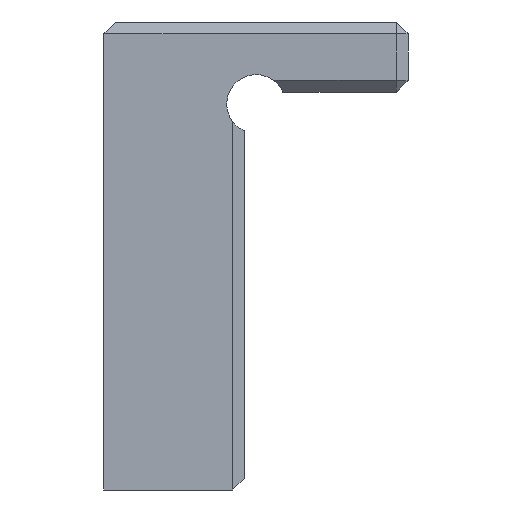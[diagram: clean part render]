
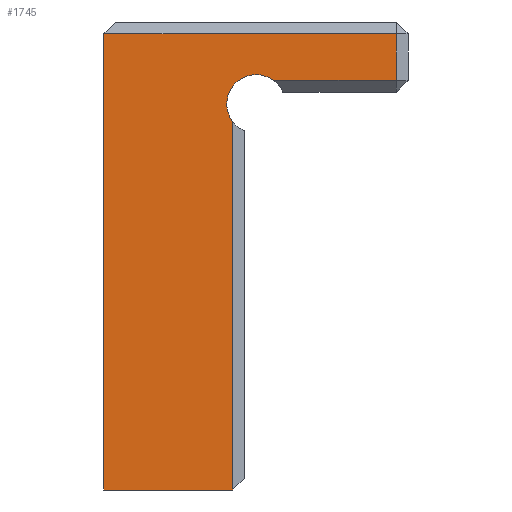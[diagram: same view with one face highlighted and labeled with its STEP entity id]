
A CAD part, front view. The second image highlights one B-rep face of the part: STEP entity #1745.
In plain terms, the highlighted planar face has unit normal (0, -1, 0).
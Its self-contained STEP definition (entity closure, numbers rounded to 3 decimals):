
#64=CIRCLE('',#1880,1.25);
#87=LINE('',#2906,#217);
#89=LINE('',#2910,#219);
#97=LINE('',#2932,#227);
#98=LINE('',#2934,#228);
#99=LINE('',#2936,#229);
#100=LINE('',#2938,#230);
#217=VECTOR('',#2012,1000.);
#219=VECTOR('',#2016,1000.);
#227=VECTOR('',#2034,1000.);
#228=VECTOR('',#2035,1000.);
#229=VECTOR('',#2036,1000.);
#230=VECTOR('',#2037,1000.);
#417=ORIENTED_EDGE('',*,*,#937,.T.);
#418=ORIENTED_EDGE('',*,*,#927,.T.);
#419=ORIENTED_EDGE('',*,*,#938,.T.);
#420=ORIENTED_EDGE('',*,*,#939,.T.);
#421=ORIENTED_EDGE('',*,*,#940,.F.);
#422=ORIENTED_EDGE('',*,*,#941,.F.);
#423=ORIENTED_EDGE('',*,*,#925,.T.);
#925=EDGE_CURVE('',#1186,#1185,#87,.T.);
#927=EDGE_CURVE('',#1187,#1188,#89,.T.);
#937=EDGE_CURVE('',#1185,#1187,#64,.T.);
#938=EDGE_CURVE('',#1188,#1196,#97,.T.);
#939=EDGE_CURVE('',#1196,#1197,#98,.T.);
#940=EDGE_CURVE('',#1198,#1197,#99,.T.);
#941=EDGE_CURVE('',#1186,#1198,#100,.T.);
#1185=VERTEX_POINT('',#2905);
#1186=VERTEX_POINT('',#2907);
#1187=VERTEX_POINT('',#2911);
#1188=VERTEX_POINT('',#2912);
#1196=VERTEX_POINT('',#2933);
#1197=VERTEX_POINT('',#2935);
#1198=VERTEX_POINT('',#2937);
#1408=EDGE_LOOP('',(#417,#418,#419,#420,#421,#422,#423));
#1540=FACE_BOUND('',#1408,.T.);
#1663=PLANE('',#1879);
#1745=ADVANCED_FACE('',(#1540),#1663,.F.);
#1879=AXIS2_PLACEMENT_3D('',#2930,#2030,#2031);
#1880=AXIS2_PLACEMENT_3D('',#2931,#2032,#2033);
#2012=DIRECTION('',(0.,0.,1.));
#2016=DIRECTION('',(1.,0.,0.));
#2030=DIRECTION('',(0.,1.,0.));
#2031=DIRECTION('',(0.,0.,1.));
#2032=DIRECTION('',(0.,1.,0.));
#2033=DIRECTION('',(1.,0.,0.));
#2034=DIRECTION('',(0.,0.,1.));
#2035=DIRECTION('',(-1.,0.,0.));
#2036=DIRECTION('',(0.,0.,1.));
#2037=DIRECTION('',(-1.,0.,0.));
#2905=CARTESIAN_POINT('',(5.5,-50.,15.75));
#2906=CARTESIAN_POINT('',(5.5,-50.,17.));
#2907=CARTESIAN_POINT('',(5.5,-50.,0.));
#2910=CARTESIAN_POINT('',(13.,-50.,17.5));
#2911=CARTESIAN_POINT('',(7.25,-50.,17.5));
#2912=CARTESIAN_POINT('',(12.5,-50.,17.5));
#2930=CARTESIAN_POINT('',(0.,-50.,0.));
#2931=CARTESIAN_POINT('',(6.5,-50.,16.5));
#2932=CARTESIAN_POINT('',(12.5,-50.,20.));
#2933=CARTESIAN_POINT('',(12.5,-50.,19.5));
#2934=CARTESIAN_POINT('',(0.,-50.,19.5));
#2935=CARTESIAN_POINT('',(0.,-50.,19.5));
#2936=CARTESIAN_POINT('',(0.,-50.,0.));
#2937=CARTESIAN_POINT('',(0.,-50.,0.));
#2938=CARTESIAN_POINT('',(0.,-50.,0.));
